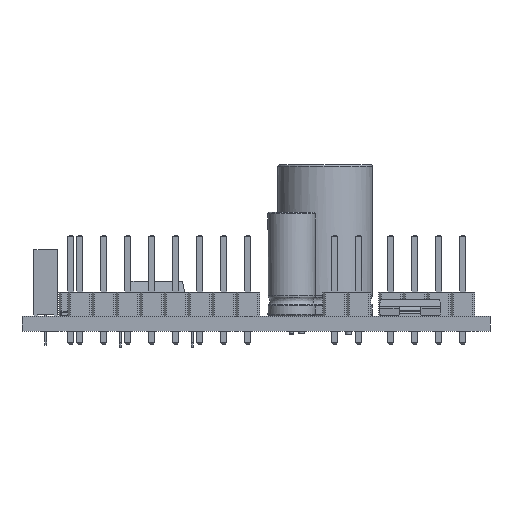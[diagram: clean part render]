
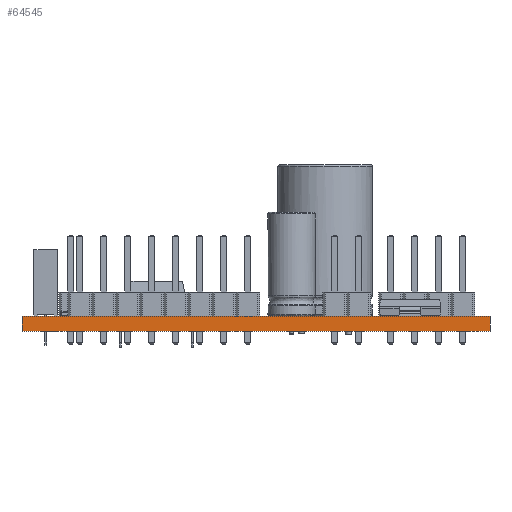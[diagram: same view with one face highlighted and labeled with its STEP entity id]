
A CAD part, front view. The second image highlights one B-rep face of the part: STEP entity #64545.
In plain terms, the highlighted planar face has unit normal (0, -1, 0).
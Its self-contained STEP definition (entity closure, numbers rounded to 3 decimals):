
#64545 = ADVANCED_FACE('',(#64546),#64560,.T.);
#64546 = FACE_BOUND('',#64547,.T.);
#64547 = EDGE_LOOP('',(#64548,#64583,#64611,#64639));
#64548 = ORIENTED_EDGE('',*,*,#64549,.T.);
#64549 = EDGE_CURVE('',#64550,#64552,#64554,.T.);
#64550 = VERTEX_POINT('',#64551);
#64551 = CARTESIAN_POINT('',(167.64,-135.961,0.));
#64552 = VERTEX_POINT('',#64553);
#64553 = CARTESIAN_POINT('',(167.64,-135.961,1.58));
#64554 = SURFACE_CURVE('',#64555,(#64559,#64571),.PCURVE_S1.);
#64555 = LINE('',#64556,#64557);
#64556 = CARTESIAN_POINT('',(167.64,-135.961,0.));
#64557 = VECTOR('',#64558,1.);
#64558 = DIRECTION('',(0.,0.,1.));
#64559 = PCURVE('',#64560,#64565);
#64560 = PLANE('',#64561);
#64561 = AXIS2_PLACEMENT_3D('',#64562,#64563,#64564);
#64562 = CARTESIAN_POINT('',(167.64,-135.961,0.));
#64563 = DIRECTION('',(0.,-1.,0.));
#64564 = DIRECTION('',(-1.,0.,0.));
#64565 = DEFINITIONAL_REPRESENTATION('',(#64566),#64570);
#64566 = LINE('',#64567,#64568);
#64567 = CARTESIAN_POINT('',(0.,-0.));
#64568 = VECTOR('',#64569,1.);
#64569 = DIRECTION('',(0.,-1.));
#64570 = ( GEOMETRIC_REPRESENTATION_CONTEXT(2) 
PARAMETRIC_REPRESENTATION_CONTEXT() REPRESENTATION_CONTEXT('2D SPACE',''
  ) );
#64571 = PCURVE('',#64572,#64577);
#64572 = PLANE('',#64573);
#64573 = AXIS2_PLACEMENT_3D('',#64574,#64575,#64576);
#64574 = CARTESIAN_POINT('',(167.64,-71.12,0.));
#64575 = DIRECTION('',(1.,0.,-0.));
#64576 = DIRECTION('',(0.,-1.,0.));
#64577 = DEFINITIONAL_REPRESENTATION('',(#64578),#64582);
#64578 = LINE('',#64579,#64580);
#64579 = CARTESIAN_POINT('',(64.841,0.));
#64580 = VECTOR('',#64581,1.);
#64581 = DIRECTION('',(0.,-1.));
#64582 = ( GEOMETRIC_REPRESENTATION_CONTEXT(2) 
PARAMETRIC_REPRESENTATION_CONTEXT() REPRESENTATION_CONTEXT('2D SPACE',''
  ) );
#64583 = ORIENTED_EDGE('',*,*,#64584,.T.);
#64584 = EDGE_CURVE('',#64552,#64585,#64587,.T.);
#64585 = VERTEX_POINT('',#64586);
#64586 = CARTESIAN_POINT('',(118.11,-135.961,1.58));
#64587 = SURFACE_CURVE('',#64588,(#64592,#64599),.PCURVE_S1.);
#64588 = LINE('',#64589,#64590);
#64589 = CARTESIAN_POINT('',(167.64,-135.961,1.58));
#64590 = VECTOR('',#64591,1.);
#64591 = DIRECTION('',(-1.,0.,0.));
#64592 = PCURVE('',#64560,#64593);
#64593 = DEFINITIONAL_REPRESENTATION('',(#64594),#64598);
#64594 = LINE('',#64595,#64596);
#64595 = CARTESIAN_POINT('',(0.,-1.58));
#64596 = VECTOR('',#64597,1.);
#64597 = DIRECTION('',(1.,0.));
#64598 = ( GEOMETRIC_REPRESENTATION_CONTEXT(2) 
PARAMETRIC_REPRESENTATION_CONTEXT() REPRESENTATION_CONTEXT('2D SPACE',''
  ) );
#64599 = PCURVE('',#64600,#64605);
#64600 = PLANE('',#64601);
#64601 = AXIS2_PLACEMENT_3D('',#64602,#64603,#64604);
#64602 = CARTESIAN_POINT('',(142.875,-103.541,1.58));
#64603 = DIRECTION('',(-0.,-0.,-1.));
#64604 = DIRECTION('',(-1.,0.,0.));
#64605 = DEFINITIONAL_REPRESENTATION('',(#64606),#64610);
#64606 = LINE('',#64607,#64608);
#64607 = CARTESIAN_POINT('',(-24.765,-32.421));
#64608 = VECTOR('',#64609,1.);
#64609 = DIRECTION('',(1.,0.));
#64610 = ( GEOMETRIC_REPRESENTATION_CONTEXT(2) 
PARAMETRIC_REPRESENTATION_CONTEXT() REPRESENTATION_CONTEXT('2D SPACE',''
  ) );
#64611 = ORIENTED_EDGE('',*,*,#64612,.F.);
#64612 = EDGE_CURVE('',#64613,#64585,#64615,.T.);
#64613 = VERTEX_POINT('',#64614);
#64614 = CARTESIAN_POINT('',(118.11,-135.961,0.));
#64615 = SURFACE_CURVE('',#64616,(#64620,#64627),.PCURVE_S1.);
#64616 = LINE('',#64617,#64618);
#64617 = CARTESIAN_POINT('',(118.11,-135.961,0.));
#64618 = VECTOR('',#64619,1.);
#64619 = DIRECTION('',(0.,0.,1.));
#64620 = PCURVE('',#64560,#64621);
#64621 = DEFINITIONAL_REPRESENTATION('',(#64622),#64626);
#64622 = LINE('',#64623,#64624);
#64623 = CARTESIAN_POINT('',(49.53,0.));
#64624 = VECTOR('',#64625,1.);
#64625 = DIRECTION('',(0.,-1.));
#64626 = ( GEOMETRIC_REPRESENTATION_CONTEXT(2) 
PARAMETRIC_REPRESENTATION_CONTEXT() REPRESENTATION_CONTEXT('2D SPACE',''
  ) );
#64627 = PCURVE('',#64628,#64633);
#64628 = PLANE('',#64629);
#64629 = AXIS2_PLACEMENT_3D('',#64630,#64631,#64632);
#64630 = CARTESIAN_POINT('',(118.11,-135.961,0.));
#64631 = DIRECTION('',(-1.,0.,0.));
#64632 = DIRECTION('',(0.,1.,0.));
#64633 = DEFINITIONAL_REPRESENTATION('',(#64634),#64638);
#64634 = LINE('',#64635,#64636);
#64635 = CARTESIAN_POINT('',(0.,0.));
#64636 = VECTOR('',#64637,1.);
#64637 = DIRECTION('',(0.,-1.));
#64638 = ( GEOMETRIC_REPRESENTATION_CONTEXT(2) 
PARAMETRIC_REPRESENTATION_CONTEXT() REPRESENTATION_CONTEXT('2D SPACE',''
  ) );
#64639 = ORIENTED_EDGE('',*,*,#64640,.F.);
#64640 = EDGE_CURVE('',#64550,#64613,#64641,.T.);
#64641 = SURFACE_CURVE('',#64642,(#64646,#64653),.PCURVE_S1.);
#64642 = LINE('',#64643,#64644);
#64643 = CARTESIAN_POINT('',(167.64,-135.961,0.));
#64644 = VECTOR('',#64645,1.);
#64645 = DIRECTION('',(-1.,0.,0.));
#64646 = PCURVE('',#64560,#64647);
#64647 = DEFINITIONAL_REPRESENTATION('',(#64648),#64652);
#64648 = LINE('',#64649,#64650);
#64649 = CARTESIAN_POINT('',(0.,-0.));
#64650 = VECTOR('',#64651,1.);
#64651 = DIRECTION('',(1.,0.));
#64652 = ( GEOMETRIC_REPRESENTATION_CONTEXT(2) 
PARAMETRIC_REPRESENTATION_CONTEXT() REPRESENTATION_CONTEXT('2D SPACE',''
  ) );
#64653 = PCURVE('',#64654,#64659);
#64654 = PLANE('',#64655);
#64655 = AXIS2_PLACEMENT_3D('',#64656,#64657,#64658);
#64656 = CARTESIAN_POINT('',(142.875,-103.541,0.));
#64657 = DIRECTION('',(-0.,-0.,-1.));
#64658 = DIRECTION('',(-1.,0.,0.));
#64659 = DEFINITIONAL_REPRESENTATION('',(#64660),#64664);
#64660 = LINE('',#64661,#64662);
#64661 = CARTESIAN_POINT('',(-24.765,-32.421));
#64662 = VECTOR('',#64663,1.);
#64663 = DIRECTION('',(1.,0.));
#64664 = ( GEOMETRIC_REPRESENTATION_CONTEXT(2) 
PARAMETRIC_REPRESENTATION_CONTEXT() REPRESENTATION_CONTEXT('2D SPACE',''
  ) );
